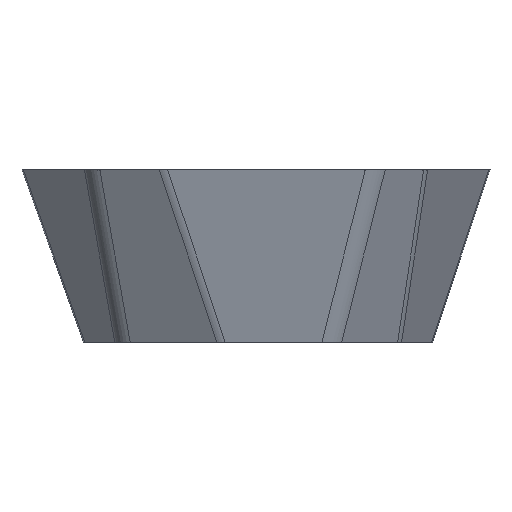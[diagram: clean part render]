
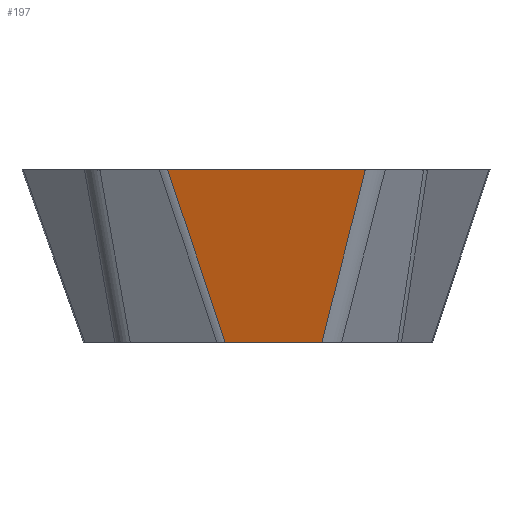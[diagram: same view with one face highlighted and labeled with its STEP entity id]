
A CAD part, front view. The second image highlights one B-rep face of the part: STEP entity #197.
In plain terms, the highlighted planar face has unit normal (0, -0.966, -0.259).
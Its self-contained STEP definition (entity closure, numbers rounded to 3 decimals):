
#173=PLANE('',#1157);
#197=ADVANCED_FACE('',(#268),#173,.F.);
#268=FACE_OUTER_BOUND('',#329,.T.);
#329=EDGE_LOOP('',(#404,#405,#406,#407));
#404=ORIENTED_EDGE('',*,*,#820,.F.);
#405=ORIENTED_EDGE('',*,*,#821,.T.);
#406=ORIENTED_EDGE('',*,*,#822,.F.);
#407=ORIENTED_EDGE('',*,*,#823,.F.);
#722=VERTEX_POINT('',#1436);
#723=VERTEX_POINT('',#1437);
#724=VERTEX_POINT('',#1439);
#725=VERTEX_POINT('',#1441);
#820=EDGE_CURVE('',#722,#723,#979,.T.);
#821=EDGE_CURVE('',#722,#724,#980,.T.);
#822=EDGE_CURVE('',#725,#724,#981,.T.);
#823=EDGE_CURVE('',#723,#725,#982,.T.);
#979=LINE('',#1435,#1065);
#980=LINE('',#1438,#1066);
#981=LINE('',#1440,#1067);
#982=LINE('',#1442,#1068);
#1065=VECTOR('',#1219,1.);
#1066=VECTOR('',#1220,1.);
#1067=VECTOR('',#1221,1.);
#1068=VECTOR('',#1222,1.);
#1157=AXIS2_PLACEMENT_3D('',#1443,#1223,#1224);
#1219=DIRECTION('',(-1.,0.,0.));
#1220=DIRECTION('',(0.238,-0.251,0.938));
#1221=DIRECTION('',(1.,0.,0.));
#1222=DIRECTION('',(-0.307,-0.246,0.919));
#1223=DIRECTION('',(0.,0.966,0.259));
#1224=DIRECTION('',(0.,0.259,-0.966));
#1435=CARTESIAN_POINT('',(11.516,-5.284,-5.47));
#1436=CARTESIAN_POINT('',(2.239,-5.284,-5.47));
#1437=CARTESIAN_POINT('',(-0.831,-5.284,-5.47));
#1438=CARTESIAN_POINT('',(1.83,-4.851,-7.086));
#1439=CARTESIAN_POINT('',(3.624,-6.75,0.));
#1440=CARTESIAN_POINT('',(11.516,-6.75,0.));
#1441=CARTESIAN_POINT('',(-2.656,-6.75,0.));
#1442=CARTESIAN_POINT('',(-0.283,-4.844,-7.113));
#1443=CARTESIAN_POINT('',(11.516,-6.75,0.));
